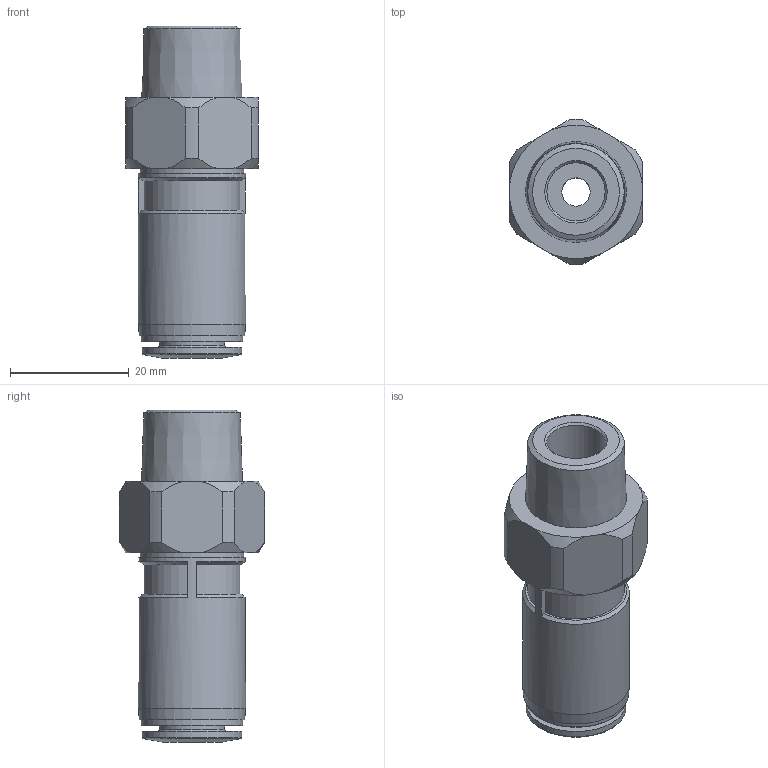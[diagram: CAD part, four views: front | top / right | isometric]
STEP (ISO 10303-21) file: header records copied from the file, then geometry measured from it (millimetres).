
FILE_DESCRIPTION(/* description */ ('STEP AP214'),/* implementation_level */ '2;1');
FILE_NAME(/* name */ '153959_QSR-3_8-3_8-U',/* time_stamp */ '2024-09-14T15:26:55+02:00',/* author */ ('License CC BY-ND 4.0'),/* organization */ ('CADENAS'),/* preprocessor_version */ 'ST-DEVELOPER v19.3',/* originating_system */ 'PARTsolutions',/* authorisation */ ' ');
FILE_SCHEMA (('AUTOMOTIVE_DESIGN {1 0 10303 214 3 1 1}'));
Length unit declared in the file: millimetre
Products named in the file (1): 153959 QSR-3/8-3/8-U
Bounding box: 22.23 x 24.44 x 55.8 mm (x, y, z)
Volume: 12294 mm3; surface area: 5649.3 mm2
Topology: 1 solids, 1 shells, 62 faces, 145 edges, 94 vertices
Faces by surface type: cone 21, plane 21, cylinder 16, torus 4
Full cylindrical faces by diameter (mm): 4.763 x1, 9.525 x1, 9.797 x1, 10.925 x1, 16.8 x1, 17 x1, 17.4 x1, 18 x1
Entity records: 2209 total; most frequent: CARTESIAN_POINT 403, DIRECTION 280, ORIENTED_EDGE 254, EDGE_CURVE 127, AXIS2_PLACEMENT_3D 122, VERTEX_POINT 93, EDGE_LOOP 90, FACE_BOUND 90
